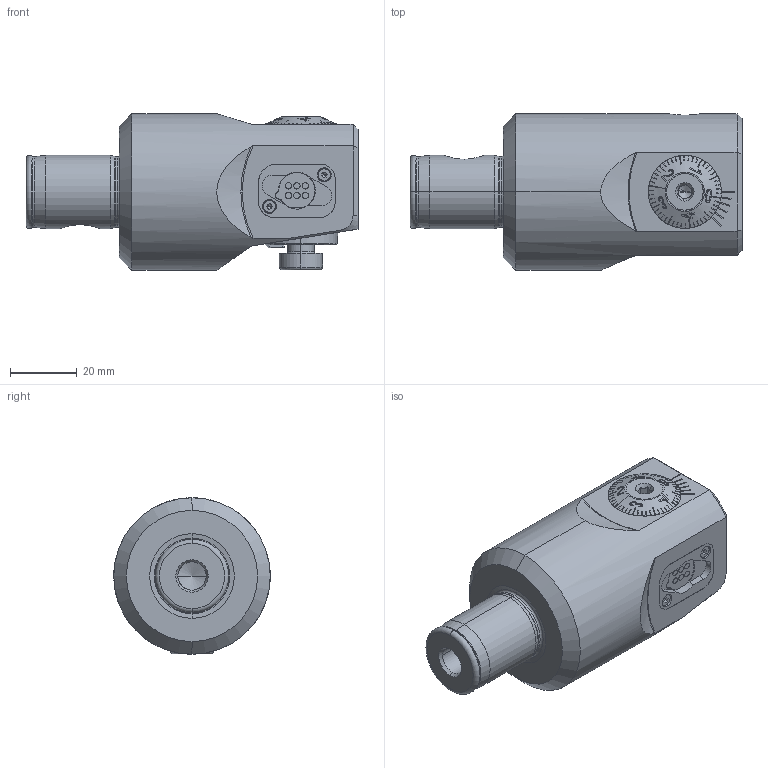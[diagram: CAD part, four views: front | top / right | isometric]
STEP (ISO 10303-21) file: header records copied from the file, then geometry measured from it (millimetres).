
FILE_DESCRIPTION (( 'STEP AP203' ), '1' );
FILE_NAME ('C05.040.051.075.STEP', '2021-01-20T15:01:11', ( '' ), ( '' ), 'SwSTEP 2.0', 'SolidWorks 2017', '' );
FILE_SCHEMA (( 'CONFIG_CONTROL_DESIGN' ));
Length unit declared in the file: millimetre
Products named in the file (19): Fxx-BG7.DA1.0xx_B_F42; Fxx-MAB.xxx.xxx_A_F42; DIN 7984 - M8 x 12; F42-BG2.014.014_A; WH4-F42.DA3.075_A; F42-BG1.DA3.022_A; A42-BG2.013.005_B; DIN 3771 - 19x1.5; A42-BG2.011.014_C; WCA-ER2.001.007_A; Klebstoff D8; A42-BG2.012.005_A; DIN 3771 - 13x1; A42-BG1.012.006_B; ISO 4762 - M2 x 4; C05.040.051.075; F42-BG1.DA4.022; PEF-DA3.010.032_A_F42; A42-BG3.011.030_D
Assembly tree (19 placements, depth 3):
  C05.040.051.075
    WH4-F42.DA3.075_A
    F42-BG1.DA4.022
      F42-BG1.DA3.022_A
      A42-BG2.011.014_C
      A42-BG2.012.005_A
      A42-BG2.013.005_B
      F42-BG2.014.014_A
      A42-BG1.012.006_B
      DIN 3771 - 19x1.5
      Fxx-MAB.xxx.xxx_A_F42
    DIN 3771 - 13x1
    WCA-ER2.001.007_A
    Klebstoff D8
    A42-BG3.011.030_D
    DIN 7984 - M8 x 12
    Fxx-BG7.DA1.0xx_B_F42
    PEF-DA3.010.032_A_F42
    ISO 4762 - M2 x 4  x2
Bounding box: 99.75 x 47 x 47 mm (x, y, z)
Volume: 112944.1 mm3; surface area: 32301.3 mm2
Topology: 30 solids, 30 shells, 939 faces, 2371 edges, 1502 vertices
Faces by surface type: plane 449, cylinder 200, cone 183, torus 70, bspline 35, sphere 2
Entity records: 32734 total; most frequent: CARTESIAN_POINT 9389, ORIENTED_EDGE 4590, DIRECTION 4215, EDGE_CURVE 2295, AXIS2_PLACEMENT_3D 1596, VERTEX_POINT 1469, VECTOR 1023, LINE 1023
